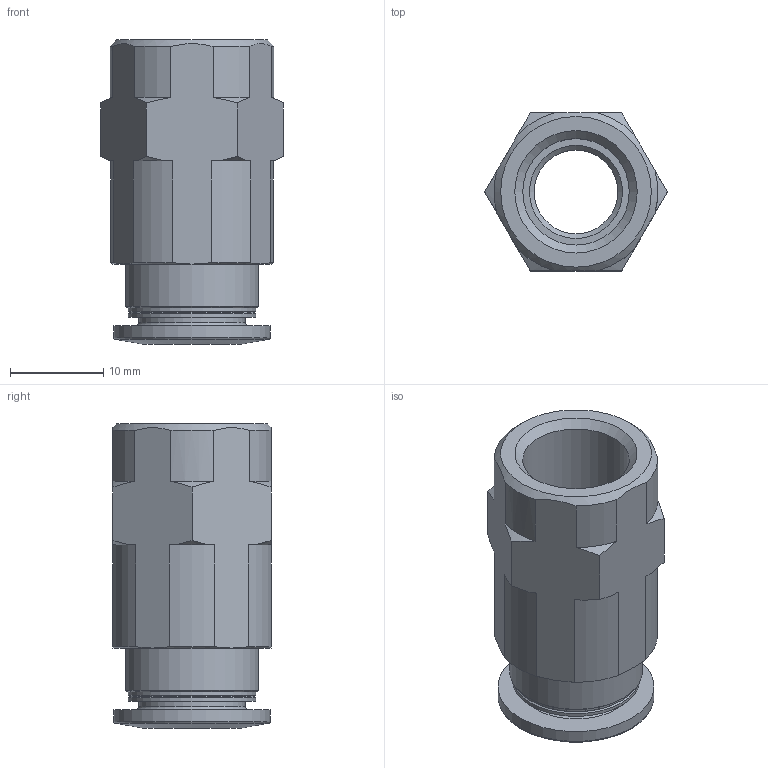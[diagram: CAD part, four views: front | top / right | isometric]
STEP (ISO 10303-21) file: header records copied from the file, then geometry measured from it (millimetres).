
FILE_DESCRIPTION(/* description */ ('STEP AP214'),/* implementation_level */ '2;1');
FILE_NAME(/* name */ '153028_QSF-1_4-10-B',/* time_stamp */ '2024-09-11T09:47:28+02:00',/* author */ ('License CC BY-ND 4.0'),/* organization */ ('CADENAS'),/* preprocessor_version */ 'ST-DEVELOPER v19.3',/* originating_system */ 'PARTsolutions',/* authorisation */ ' ');
FILE_SCHEMA (('AUTOMOTIVE_DESIGN {1 0 10303 214 3 1 1}'));
Length unit declared in the file: millimetre
Products named in the file (1): 153028 QSF-1/4-10-B
Bounding box: 19.63 x 17 x 32.7 mm (x, y, z)
Volume: 4422.5 mm3; surface area: 3314.7 mm2
Topology: 1 solids, 1 shells, 67 faces, 163 edges, 103 vertices
Faces by surface type: cone 25, cylinder 20, plane 19, torus 3
Full cylindrical faces by diameter (mm): 9 x1, 10 x1, 11.4 x1, 11.445 x1, 13.7 x2, 14.3 x1, 16.8 x1
Entity records: 2407 total; most frequent: CARTESIAN_POINT 446, DIRECTION 298, ORIENTED_EDGE 288, EDGE_CURVE 144, AXIS2_PLACEMENT_3D 128, VERTEX_POINT 102, EDGE_LOOP 92, FACE_BOUND 92
